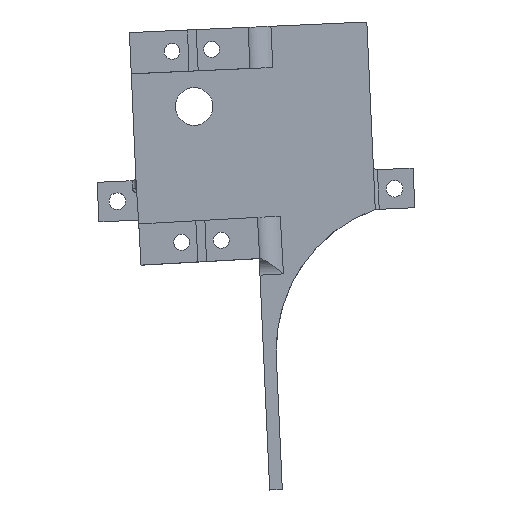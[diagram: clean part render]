
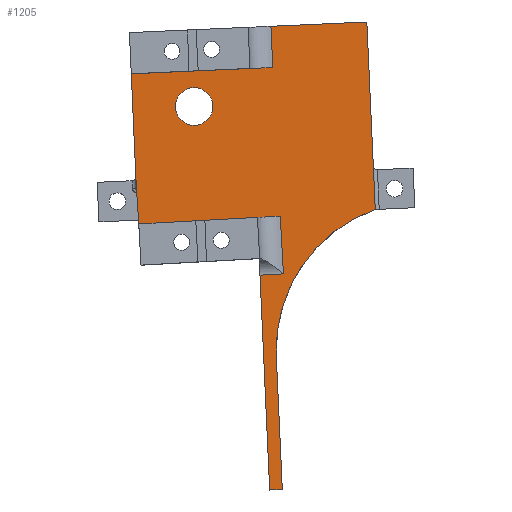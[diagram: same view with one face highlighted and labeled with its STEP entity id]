
A CAD part, top view. The second image highlights one B-rep face of the part: STEP entity #1205.
In plain terms, the highlighted planar face has unit normal (0, 0, 1).
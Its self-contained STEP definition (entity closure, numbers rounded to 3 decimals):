
#51=FACE_BOUND('',#417,.T.);
#132=LINE('',#1871,#262);
#136=LINE('',#1881,#266);
#138=LINE('',#1885,#268);
#139=LINE('',#1887,#269);
#140=LINE('',#1889,#270);
#141=LINE('',#1891,#271);
#142=LINE('',#1893,#272);
#143=LINE('',#1895,#273);
#144=LINE('',#1897,#274);
#145=LINE('',#1899,#275);
#146=LINE('',#1901,#276);
#147=LINE('',#1904,#277);
#262=VECTOR('',#1505,10.);
#266=VECTOR('',#1513,10.);
#268=VECTOR('',#1517,10.);
#269=VECTOR('',#1518,10.);
#270=VECTOR('',#1519,10.);
#271=VECTOR('',#1520,10.);
#272=VECTOR('',#1521,10.);
#273=VECTOR('',#1522,10.);
#274=VECTOR('',#1523,10.);
#275=VECTOR('',#1524,10.);
#276=VECTOR('',#1525,10.);
#277=VECTOR('',#1528,10.);
#348=FACE_OUTER_BOUND('',#416,.T.);
#416=EDGE_LOOP('',(#912,#913,#914,#915,#916,#917,#918,#919,#920,#921,#922,
#923,#924));
#417=EDGE_LOOP('',(#925));
#487=CIRCLE('',#1306,37.513);
#488=CIRCLE('',#1307,4.75);
#573=VERTEX_POINT('',#1868);
#574=VERTEX_POINT('',#1870);
#578=VERTEX_POINT('',#1879);
#579=VERTEX_POINT('',#1884);
#580=VERTEX_POINT('',#1886);
#581=VERTEX_POINT('',#1888);
#582=VERTEX_POINT('',#1890);
#583=VERTEX_POINT('',#1892);
#584=VERTEX_POINT('',#1894);
#585=VERTEX_POINT('',#1896);
#586=VERTEX_POINT('',#1898);
#587=VERTEX_POINT('',#1900);
#588=VERTEX_POINT('',#1902);
#589=VERTEX_POINT('',#1905);
#702=EDGE_CURVE('',#574,#573,#132,.T.);
#707=EDGE_CURVE('',#578,#573,#136,.T.);
#709=EDGE_CURVE('',#578,#579,#138,.T.);
#710=EDGE_CURVE('',#579,#580,#139,.T.);
#711=EDGE_CURVE('',#581,#580,#140,.T.);
#712=EDGE_CURVE('',#582,#581,#141,.T.);
#713=EDGE_CURVE('',#583,#582,#142,.T.);
#714=EDGE_CURVE('',#583,#584,#143,.T.);
#715=EDGE_CURVE('',#584,#585,#144,.T.);
#716=EDGE_CURVE('',#585,#586,#145,.T.);
#717=EDGE_CURVE('',#586,#587,#146,.T.);
#718=EDGE_CURVE('',#588,#587,#487,.T.);
#719=EDGE_CURVE('',#574,#588,#147,.T.);
#720=EDGE_CURVE('',#589,#589,#488,.T.);
#912=ORIENTED_EDGE('',*,*,#707,.F.);
#913=ORIENTED_EDGE('',*,*,#709,.T.);
#914=ORIENTED_EDGE('',*,*,#710,.T.);
#915=ORIENTED_EDGE('',*,*,#711,.F.);
#916=ORIENTED_EDGE('',*,*,#712,.F.);
#917=ORIENTED_EDGE('',*,*,#713,.F.);
#918=ORIENTED_EDGE('',*,*,#714,.T.);
#919=ORIENTED_EDGE('',*,*,#715,.T.);
#920=ORIENTED_EDGE('',*,*,#716,.T.);
#921=ORIENTED_EDGE('',*,*,#717,.T.);
#922=ORIENTED_EDGE('',*,*,#718,.F.);
#923=ORIENTED_EDGE('',*,*,#719,.F.);
#924=ORIENTED_EDGE('',*,*,#702,.T.);
#925=ORIENTED_EDGE('',*,*,#720,.T.);
#1162=PLANE('',#1305);
#1205=ADVANCED_FACE('',(#348,#51),#1162,.T.);
#1305=AXIS2_PLACEMENT_3D('',#1883,#1515,#1516);
#1306=AXIS2_PLACEMENT_3D('',#1903,#1526,#1527);
#1307=AXIS2_PLACEMENT_3D('',#1906,#1529,#1530);
#1505=DIRECTION('',(-0.999,-0.045,0.));
#1513=DIRECTION('',(-0.045,0.999,0.));
#1515=DIRECTION('center_axis',(0.,0.,1.));
#1516=DIRECTION('ref_axis',(1.,0.,0.));
#1517=DIRECTION('',(-0.999,-0.045,0.));
#1518=DIRECTION('',(0.045,-0.999,0.));
#1519=DIRECTION('',(-0.067,0.998,0.));
#1520=DIRECTION('',(-0.998,-0.055,0.));
#1521=DIRECTION('',(-0.055,0.998,0.));
#1522=DIRECTION('',(-0.998,-0.055,0.));
#1523=DIRECTION('',(0.045,-0.999,0.));
#1524=DIRECTION('',(0.999,0.045,0.));
#1525=DIRECTION('',(-0.045,0.999,0.));
#1526=DIRECTION('center_axis',(0.,0.,1.));
#1527=DIRECTION('ref_axis',(-0.333,0.943,0.));
#1528=DIRECTION('',(0.045,-0.999,0.));
#1529=DIRECTION('center_axis',(0.,0.,-1.));
#1530=DIRECTION('ref_axis',(1.,0.,0.));
#1868=CARTESIAN_POINT('',(12.639,19.487,16.4));
#1870=CARTESIAN_POINT('',(36.852,20.575,16.4));
#1871=CARTESIAN_POINT('',(-8.103,18.555,16.4));
#1879=CARTESIAN_POINT('',(13.106,9.097,16.4));
#1881=CARTESIAN_POINT('',(13.329,4.127,16.4));
#1883=CARTESIAN_POINT('Origin',(7.796,-1.101,16.4));
#1884=CARTESIAN_POINT('',(-22.62,7.491,16.4));
#1885=CARTESIAN_POINT('',(-7.636,8.165,16.4));
#1886=CARTESIAN_POINT('',(-21.32,-21.429,16.4));
#1887=CARTESIAN_POINT('',(-23.027,16.532,16.4));
#1888=CARTESIAN_POINT('',(-20.72,-30.42,16.4));
#1889=CARTESIAN_POINT('',(-20.72,-30.42,16.4));
#1890=CARTESIAN_POINT('',(14.988,-28.445,16.4));
#1891=CARTESIAN_POINT('',(9.234,-28.763,16.4));
#1892=CARTESIAN_POINT('',(15.793,-42.998,16.4));
#1893=CARTESIAN_POINT('',(14.51,-19.809,16.4));
#1894=CARTESIAN_POINT('',(9.881,-43.325,16.4));
#1895=CARTESIAN_POINT('',(-4.892,-44.142,16.4));
#1896=CARTESIAN_POINT('',(12.315,-97.545,16.4));
#1897=CARTESIAN_POINT('',(9.196,-28.065,16.4));
#1898=CARTESIAN_POINT('',(15.512,-97.402,16.4));
#1899=CARTESIAN_POINT('',(13.819,-97.478,16.4));
#1900=CARTESIAN_POINT('',(14.002,-63.78,16.4));
#1901=CARTESIAN_POINT('',(13.862,-60.664,16.4));
#1902=CARTESIAN_POINT('',(38.978,-26.728,16.4));
#1903=CARTESIAN_POINT('Origin',(51.477,-62.097,16.4));
#1904=CARTESIAN_POINT('',(38.619,-18.735,16.4));
#1905=CARTESIAN_POINT('',(-11.484,-0.754,16.4));
#1906=CARTESIAN_POINT('Origin',(-6.734,-0.754,16.4));
